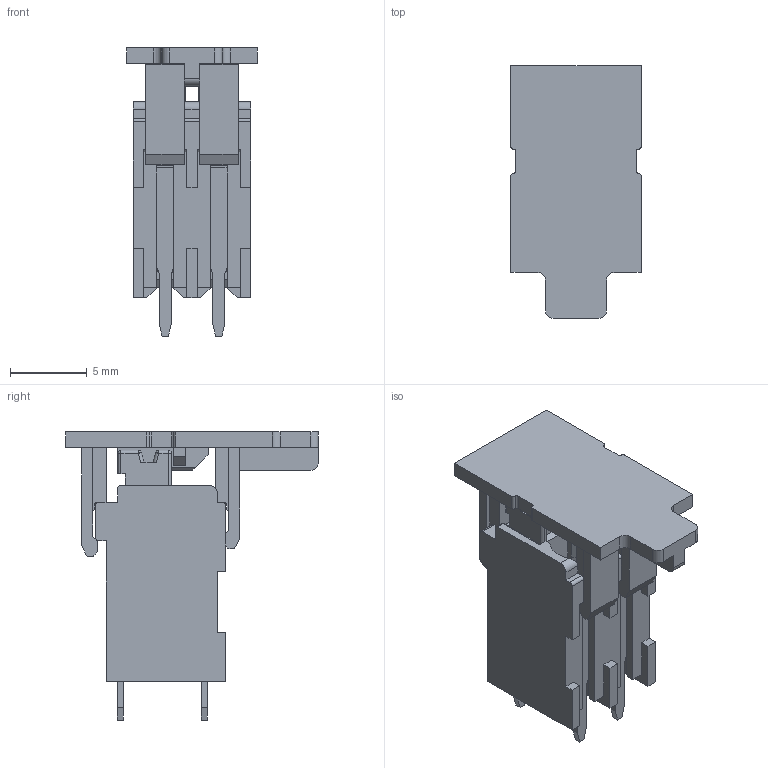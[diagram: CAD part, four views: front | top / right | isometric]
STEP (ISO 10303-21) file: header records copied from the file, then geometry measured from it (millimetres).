
FILE_DESCRIPTION(/* description */ ('Unknown'),/* implementation_level */ '2;1');
FILE_NAME(/* name */ '691810100302',/* time_stamp */ '2022-10-11T16:08:53+02:00',/* author */ ('Unknown'),/* organization */ ('Unknown'),/* preprocessor_version */ 'ST-DEVELOPER v18.102',/* originating_system */ 'Solid Edge',/* authorisation */ 'Unknown');
FILE_SCHEMA (('AUTOMOTIVE_DESIGN {1 0 10303 214 3 1 1}'));
Length unit declared in the file: millimetre
Products named in the file (6): 6918101003xx; 691410100002; 6918101000xx_SolderPin; 6914101000xx_SpringClamp; 6914101000xx_Lever; 6918101003xx_Cap
Assembly tree (8 placements, depth 2):
  6918101003xx
    691410100002
    6918101000xx_SolderPin  x2
    6914101000xx_SpringClamp  x2
    6914101000xx_Lever  x2
    6918101003xx_Cap
Bounding box: 8.5 x 16.5 x 18.8 mm (x, y, z)
Volume: 643 mm3; surface area: 2101.7 mm2
Topology: 8 solids, 8 shells, 831 faces, 2286 edges, 1435 vertices
Faces by surface type: plane 528, cylinder 230, sphere 33, bspline 28, torus 8, cone 4
Entity records: 18420 total; most frequent: CARTESIAN_POINT 3527, ORIENTED_EDGE 3158, DIRECTION 2984, EDGE_CURVE 1579, LINE 1234, VECTOR 1234, VERTEX_POINT 1011, AXIS2_PLACEMENT_3D 875
